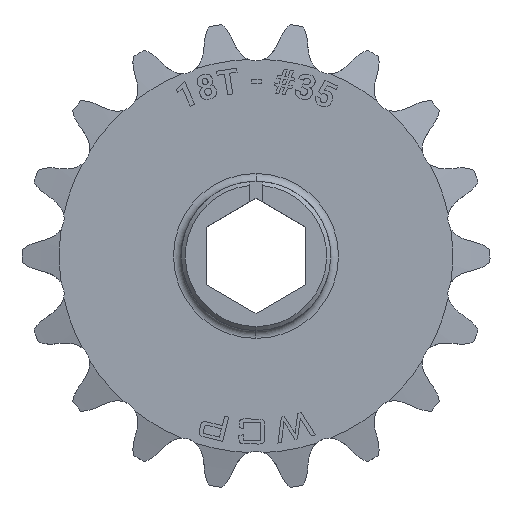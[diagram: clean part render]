
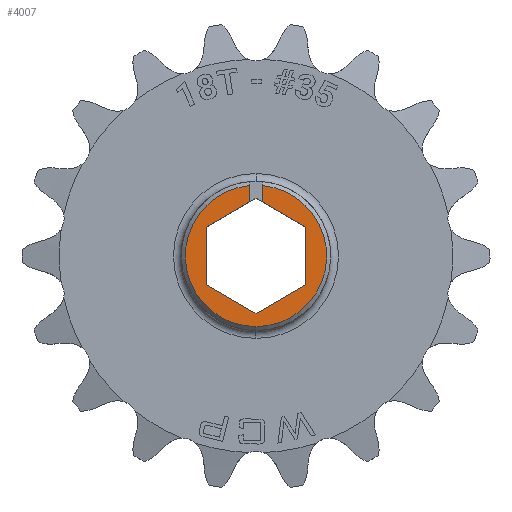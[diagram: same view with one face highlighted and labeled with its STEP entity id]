
A CAD part, top view. The second image highlights one B-rep face of the part: STEP entity #4007.
In plain terms, the highlighted planar face has unit normal (0, 0, 1).
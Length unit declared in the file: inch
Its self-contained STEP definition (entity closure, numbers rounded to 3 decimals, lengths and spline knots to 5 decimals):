
#10 = LINE ( 'NONE', #11304, #5567 ) ;
#159 = CARTESIAN_POINT ( 'NONE',  ( 0.03125, 0.12382, 0.26563 ) ) ;
#369 = CARTESIAN_POINT ( 'NONE',  ( 0.03125, 0.27179, 0.26563 ) ) ;
#632 = CARTESIAN_POINT ( 'NONE',  ( -0.03125, 0.35362, 0.26563 ) ) ;
#659 = DIRECTION ( 'NONE',  ( -0.866, 0.5, 0. ) ) ;
#663 = DIRECTION ( 'NONE',  ( 0., 1., 0. ) ) ;
#731 = CARTESIAN_POINT ( 'NONE',  ( -0.251, 0.14491, 0.26563 ) ) ;
#788 = ORIENTED_EDGE ( 'NONE', *, *, #1939, .F. ) ;
#1329 = ORIENTED_EDGE ( 'NONE', *, *, #13751, .F. ) ;
#1350 = LINE ( 'NONE', #159, #11483 ) ;
#1520 = VECTOR ( 'NONE', #13492, 39.37008 ) ;
#1939 = EDGE_CURVE ( 'NONE', #8542, #5191, #10, .T. ) ;
#2028 = LINE ( 'NONE', #6907, #13851 ) ;
#2740 = LINE ( 'NONE', #14197, #13910 ) ;
#2819 = FACE_OUTER_BOUND ( 'NONE', #4385, .T. ) ;
#2901 = VERTEX_POINT ( 'NONE', #632 ) ;
#2978 = CARTESIAN_POINT ( 'NONE',  ( -0.251, -0.14491, 0.26563 ) ) ;
#3315 = DIRECTION ( 'NONE',  ( 0., 1., 0. ) ) ;
#3643 = ORIENTED_EDGE ( 'NONE', *, *, #14193, .F. ) ;
#3709 = CARTESIAN_POINT ( 'NONE',  ( 0., -0.28983, 0.26563 ) ) ;
#3723 = ORIENTED_EDGE ( 'NONE', *, *, #7569, .F. ) ;
#4007 = ADVANCED_FACE ( 'NONE', ( #2819 ), #6002, .T. ) ;
#4062 = ORIENTED_EDGE ( 'NONE', *, *, #10018, .T. ) ;
#4147 = CIRCLE ( 'NONE', #9600, 0.355 ) ;
#4251 = CARTESIAN_POINT ( 'NONE',  ( 0.03125, 0.35362, 0.26563 ) ) ;
#4385 = EDGE_LOOP ( 'NONE', ( #9903, #3643, #10176, #788, #3723, #5913, #9558, #1329, #4062, #11487 ) ) ;
#4386 = CARTESIAN_POINT ( 'NONE',  ( 0.251, -0.14491, 0.26563 ) ) ;
#4395 = CARTESIAN_POINT ( 'NONE',  ( -0.251, 0.14491, 0.26563 ) ) ;
#4492 = DIRECTION ( 'NONE',  ( 0., -1., 0. ) ) ;
#4693 = DIRECTION ( 'NONE',  ( 0., 1., 0. ) ) ;
#4826 = DIRECTION ( 'NONE',  ( -0.866, -0.5, 0. ) ) ;
#5008 = LINE ( 'NONE', #14245, #5042 ) ;
#5042 = VECTOR ( 'NONE', #8506, 39.37008 ) ;
#5191 = VERTEX_POINT ( 'NONE', #4386 ) ;
#5211 = CARTESIAN_POINT ( 'NONE',  ( 0., -0.355, 0.26563 ) ) ;
#5234 = VERTEX_POINT ( 'NONE', #369 ) ;
#5291 = AXIS2_PLACEMENT_3D ( 'NONE', #8963, #13522, #3315 ) ;
#5506 = LINE ( 'NONE', #4395, #1520 ) ;
#5567 = VECTOR ( 'NONE', #10335, 39.37008 ) ;
#5607 = VERTEX_POINT ( 'NONE', #14086 ) ;
#5913 = ORIENTED_EDGE ( 'NONE', *, *, #11906, .F. ) ;
#6002 = PLANE ( 'NONE',  #6306 ) ;
#6306 = AXIS2_PLACEMENT_3D ( 'NONE', #10623, #12935, #663 ) ;
#6392 = DIRECTION ( 'NONE',  ( 0., 0., 1. ) ) ;
#6441 = VERTEX_POINT ( 'NONE', #2978 ) ;
#6644 = LINE ( 'NONE', #8952, #7953 ) ;
#6907 = CARTESIAN_POINT ( 'NONE',  ( 0., 0.28983, 0.26563 ) ) ;
#7569 = EDGE_CURVE ( 'NONE', #6441, #8542, #10624, .T. ) ;
#7953 = VECTOR ( 'NONE', #4492, 39.37008 ) ;
#8238 = DIRECTION ( 'NONE',  ( 0.866, -0.5, 0. ) ) ;
#8269 = VERTEX_POINT ( 'NONE', #5211 ) ;
#8506 = DIRECTION ( 'NONE',  ( 0., 1., 0. ) ) ;
#8542 = VERTEX_POINT ( 'NONE', #3709 ) ;
#8543 = DIRECTION ( 'NONE',  ( 0., 1., 0. ) ) ;
#8952 = CARTESIAN_POINT ( 'NONE',  ( -0.03125, 0.12382, 0.26563 ) ) ;
#8963 = CARTESIAN_POINT ( 'NONE',  ( 0., 0., 0.26563 ) ) ;
#9356 = CARTESIAN_POINT ( 'NONE',  ( -0.251, -0.14491, 0.26563 ) ) ;
#9558 = ORIENTED_EDGE ( 'NONE', *, *, #10715, .F. ) ;
#9600 = AXIS2_PLACEMENT_3D ( 'NONE', #10993, #6392, #8543 ) ;
#9721 = VERTEX_POINT ( 'NONE', #4251 ) ;
#9903 = ORIENTED_EDGE ( 'NONE', *, *, #12032, .F. ) ;
#10018 = EDGE_CURVE ( 'NONE', #2901, #8269, #13139, .T. ) ;
#10128 = VECTOR ( 'NONE', #8238, 39.37008 ) ;
#10176 = ORIENTED_EDGE ( 'NONE', *, *, #10285, .F. ) ;
#10285 = EDGE_CURVE ( 'NONE', #5191, #11959, #5008, .T. ) ;
#10335 = DIRECTION ( 'NONE',  ( 0.866, 0.5, 0. ) ) ;
#10623 = CARTESIAN_POINT ( 'NONE',  ( 0., 0., 0.26563 ) ) ;
#10624 = LINE ( 'NONE', #9356, #10128 ) ;
#10715 = EDGE_CURVE ( 'NONE', #5607, #13218, #2028, .T. ) ;
#10993 = CARTESIAN_POINT ( 'NONE',  ( 0., 0., 0.26563 ) ) ;
#11304 = CARTESIAN_POINT ( 'NONE',  ( 0., -0.28983, 0.26563 ) ) ;
#11483 = VECTOR ( 'NONE', #4693, 39.37008 ) ;
#11487 = ORIENTED_EDGE ( 'NONE', *, *, #12835, .T. ) ;
#11906 = EDGE_CURVE ( 'NONE', #13218, #6441, #5506, .T. ) ;
#11959 = VERTEX_POINT ( 'NONE', #12803 ) ;
#12032 = EDGE_CURVE ( 'NONE', #5234, #9721, #1350, .T. ) ;
#12803 = CARTESIAN_POINT ( 'NONE',  ( 0.251, 0.14491, 0.26563 ) ) ;
#12835 = EDGE_CURVE ( 'NONE', #8269, #9721, #4147, .T. ) ;
#12935 = DIRECTION ( 'NONE',  ( 0., 0., 1. ) ) ;
#13139 = CIRCLE ( 'NONE', #5291, 0.355 ) ;
#13218 = VERTEX_POINT ( 'NONE', #731 ) ;
#13492 = DIRECTION ( 'NONE',  ( 0., -1., 0. ) ) ;
#13522 = DIRECTION ( 'NONE',  ( 0., 0., 1. ) ) ;
#13751 = EDGE_CURVE ( 'NONE', #2901, #5607, #6644, .T. ) ;
#13851 = VECTOR ( 'NONE', #4826, 39.37008 ) ;
#13910 = VECTOR ( 'NONE', #659, 39.37008 ) ;
#14086 = CARTESIAN_POINT ( 'NONE',  ( -0.03125, 0.27179, 0.26563 ) ) ;
#14193 = EDGE_CURVE ( 'NONE', #11959, #5234, #2740, .T. ) ;
#14197 = CARTESIAN_POINT ( 'NONE',  ( 0.251, 0.14491, 0.26563 ) ) ;
#14245 = CARTESIAN_POINT ( 'NONE',  ( 0.251, -0.14491, 0.26563 ) ) ;
